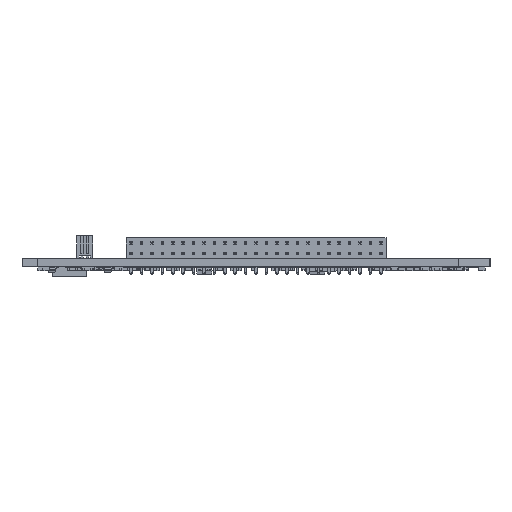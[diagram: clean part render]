
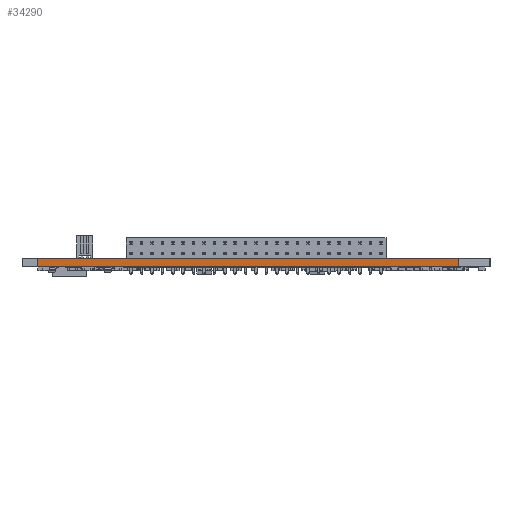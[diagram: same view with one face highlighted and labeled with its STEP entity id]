
A CAD part, front view. The second image highlights one B-rep face of the part: STEP entity #34290.
In plain terms, the highlighted planar face has unit normal (0, -1, 0).
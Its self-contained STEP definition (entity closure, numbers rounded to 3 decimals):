
#3073=PLANE('',#37691);
#4944=FACE_OUTER_BOUND('',#7155,.T.);
#7155=EDGE_LOOP('',(#29836,#29837,#29838,#29839));
#10595=LINE('',#56095,#13881);
#10596=LINE('',#56098,#13882);
#10597=LINE('',#56100,#13883);
#10598=LINE('',#56101,#13884);
#13881=VECTOR('',#46521,10.);
#13882=VECTOR('',#46524,10.);
#13883=VECTOR('',#46525,10.);
#13884=VECTOR('',#46526,10.);
#17632=VERTEX_POINT('',#56091);
#17633=VERTEX_POINT('',#56093);
#17634=VERTEX_POINT('',#56097);
#17635=VERTEX_POINT('',#56099);
#21925=EDGE_CURVE('',#17632,#17633,#10595,.T.);
#21926=EDGE_CURVE('',#17634,#17632,#10596,.T.);
#21927=EDGE_CURVE('',#17635,#17633,#10597,.T.);
#21928=EDGE_CURVE('',#17634,#17635,#10598,.T.);
#29836=ORIENTED_EDGE('',*,*,#21926,.T.);
#29837=ORIENTED_EDGE('',*,*,#21925,.T.);
#29838=ORIENTED_EDGE('',*,*,#21927,.F.);
#29839=ORIENTED_EDGE('',*,*,#21928,.F.);
#34290=ADVANCED_FACE('',(#4944),#3073,.T.);
#37691=AXIS2_PLACEMENT_3D('',#56096,#46522,#46523);
#46521=DIRECTION('',(0.,0.,1.));
#46522=DIRECTION('center_axis',(0.,-1.,0.));
#46523=DIRECTION('ref_axis',(1.,0.,0.));
#46524=DIRECTION('',(1.,0.,0.));
#46525=DIRECTION('',(1.,0.,0.));
#46526=DIRECTION('',(0.,0.,1.));
#56091=CARTESIAN_POINT('',(87.,0.,0.));
#56093=CARTESIAN_POINT('',(87.,0.,1.606));
#56095=CARTESIAN_POINT('',(87.,0.,0.));
#56096=CARTESIAN_POINT('Origin',(6.,0.,0.));
#56097=CARTESIAN_POINT('',(6.,0.,0.));
#56098=CARTESIAN_POINT('',(6.,0.,0.));
#56099=CARTESIAN_POINT('',(6.,0.,1.606));
#56100=CARTESIAN_POINT('',(6.,0.,1.606));
#56101=CARTESIAN_POINT('',(6.,0.,0.));
